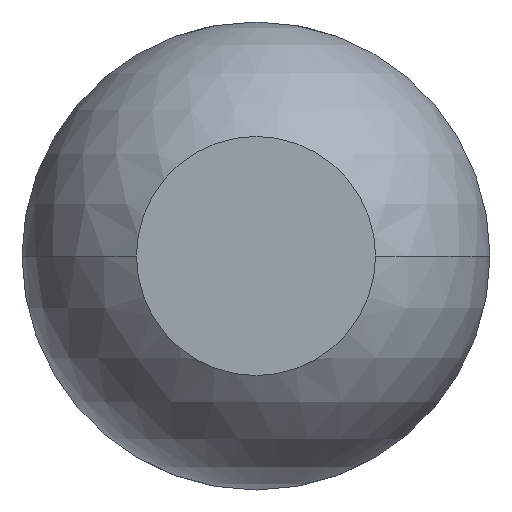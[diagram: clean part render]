
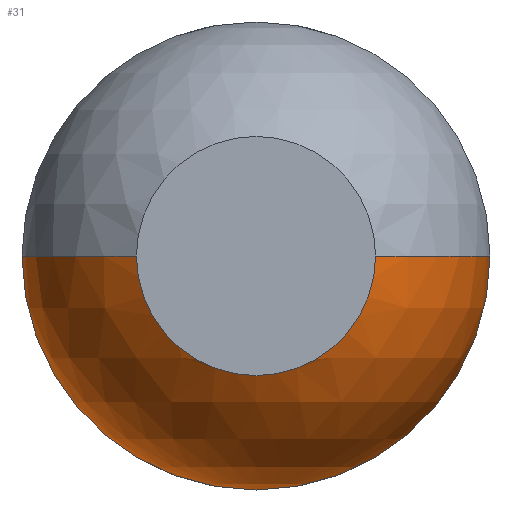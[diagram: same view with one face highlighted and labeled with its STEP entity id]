
A CAD part, front view. The second image highlights one B-rep face of the part: STEP entity #31.
In plain terms, the highlighted spherical face has radius 0.685 mm.
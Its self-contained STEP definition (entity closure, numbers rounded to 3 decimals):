
#11 = DIRECTION ( 'NONE',  ( 0., 0., 1. ) ) ;
#16 = AXIS2_PLACEMENT_3D ( 'NONE', #160, #277, #603 ) ;
#31 = ADVANCED_FACE ( 'Defeature ausgef�hrt1_4', ( #717 ), #706, .T. ) ;
#38 = AXIS2_PLACEMENT_3D ( 'NONE', #515, #621, #11 ) ;
#43 = DIRECTION ( 'NONE',  ( 0., 0., -1. ) ) ;
#58 = VERTEX_POINT ( 'NONE', #554 ) ;
#70 = AXIS2_PLACEMENT_3D ( 'NONE', #598, #226, #718 ) ;
#72 = CARTESIAN_POINT ( 'NONE',  ( 0.35, -27., 0. ) ) ;
#106 = CARTESIAN_POINT ( 'NONE',  ( -0.35, -27., 0. ) ) ;
#112 = CARTESIAN_POINT ( 'NONE',  ( 0., -27., 0. ) ) ;
#127 = CARTESIAN_POINT ( 'NONE',  ( -0.685, -26.411, 0. ) ) ;
#159 = DIRECTION ( 'NONE',  ( 0., -1., 0. ) ) ;
#160 = CARTESIAN_POINT ( 'NONE',  ( 0., -26.411, 0. ) ) ;
#180 = VERTEX_POINT ( 'NONE', #72 ) ;
#190 = CARTESIAN_POINT ( 'NONE',  ( 0., -26.411, 0. ) ) ;
#209 = EDGE_CURVE ( 'Defeature ausgef�hrt1_5+Defeature ausgef�hrt1_4+Defeature ausgef�hrt1_4+Defeature ausgef�hrt1_4', #58, #364, #242, .T. ) ;
#221 = EDGE_CURVE ( 'NONE', #352, #693, #499, .T. ) ;
#226 = DIRECTION ( 'NONE',  ( 0., 1., 0. ) ) ;
#239 = CARTESIAN_POINT ( 'NONE',  ( 0., -26.411, -0.685 ) ) ;
#242 = CIRCLE ( 'NONE', #38, 0.685 ) ;
#243 = EDGE_CURVE ( 'Defeature ausgef�hrt1_10+Defeature ausgef�hrt1_4+Defeature ausgef�hrt1_4+Defeature ausgef�hrt1_4', #330, #180, #253, .T. ) ;
#253 = CIRCLE ( 'NONE', #432, 0.35 ) ;
#254 = EDGE_CURVE ( 'Defeature ausgef�hrt1_5+Defeature ausgef�hrt1_4+Defeature ausgef�hrt1_4+Defeature ausgef�hrt1_4', #364, #693, #672, .T. ) ;
#277 = DIRECTION ( 'NONE',  ( 0., 0., 1. ) ) ;
#319 = ORIENTED_EDGE ( 'NONE', *, *, #209, .F. ) ;
#330 = VERTEX_POINT ( 'NONE', #356 ) ;
#336 = EDGE_CURVE ( 'NONE', #180, #58, #363, .T. ) ;
#352 = VERTEX_POINT ( 'NONE', #106 ) ;
#356 = CARTESIAN_POINT ( 'NONE',  ( 0., -27., -0.35 ) ) ;
#363 = CIRCLE ( 'NONE', #16, 0.685 ) ;
#364 = VERTEX_POINT ( 'NONE', #239 ) ;
#367 = ORIENTED_EDGE ( 'NONE', *, *, #438, .F. ) ;
#383 = DIRECTION ( 'NONE',  ( 0., 0., -1. ) ) ;
#384 = AXIS2_PLACEMENT_3D ( 'NONE', #190, #745, #803 ) ;
#388 = ORIENTED_EDGE ( 'NONE', *, *, #336, .F. ) ;
#411 = ORIENTED_EDGE ( 'NONE', *, *, #221, .T. ) ;
#422 = ORIENTED_EDGE ( 'NONE', *, *, #243, .F. ) ;
#432 = AXIS2_PLACEMENT_3D ( 'NONE', #654, #159, #716 ) ;
#436 = DIRECTION ( 'NONE',  ( 0., -1., 0. ) ) ;
#438 = EDGE_CURVE ( 'Defeature ausgef�hrt1_10+Defeature ausgef�hrt1_4+Defeature ausgef�hrt1_4+Defeature ausgef�hrt1_4', #352, #330, #726, .T. ) ;
#499 = CIRCLE ( 'NONE', #632, 0.685 ) ;
#506 = DIRECTION ( 'NONE',  ( -1., 0., 0. ) ) ;
#515 = CARTESIAN_POINT ( 'NONE',  ( 0., -26.411, 0. ) ) ;
#554 = CARTESIAN_POINT ( 'NONE',  ( 0.685, -26.411, 0. ) ) ;
#598 = CARTESIAN_POINT ( 'NONE',  ( 0., -26.411, 0. ) ) ;
#603 = DIRECTION ( 'NONE',  ( 1., 0., 0. ) ) ;
#621 = DIRECTION ( 'NONE',  ( 0., 1., 0. ) ) ;
#626 = CARTESIAN_POINT ( 'NONE',  ( 0., -26.411, 0. ) ) ;
#632 = AXIS2_PLACEMENT_3D ( 'NONE', #626, #383, #506 ) ;
#648 = ORIENTED_EDGE ( 'NONE', *, *, #254, .F. ) ;
#654 = CARTESIAN_POINT ( 'NONE',  ( 0., -27., 0. ) ) ;
#672 = CIRCLE ( 'NONE', #70, 0.685 ) ;
#673 = AXIS2_PLACEMENT_3D ( 'NONE', #112, #436, #43 ) ;
#693 = VERTEX_POINT ( 'NONE', #127 ) ;
#706 = SPHERICAL_SURFACE ( 'NONE', #384, 0.685 ) ;
#716 = DIRECTION ( 'NONE',  ( 0., 0., -1. ) ) ;
#717 = FACE_OUTER_BOUND ( 'NONE', #748, .T. ) ;
#718 = DIRECTION ( 'NONE',  ( 0., 0., 1. ) ) ;
#726 = CIRCLE ( 'NONE', #673, 0.35 ) ;
#745 = DIRECTION ( 'NONE',  ( 0., 0., -1. ) ) ;
#748 = EDGE_LOOP ( 'NONE', ( #367, #411, #648, #319, #388, #422 ) ) ;
#803 = DIRECTION ( 'NONE',  ( 1., 0., 0. ) ) ;
